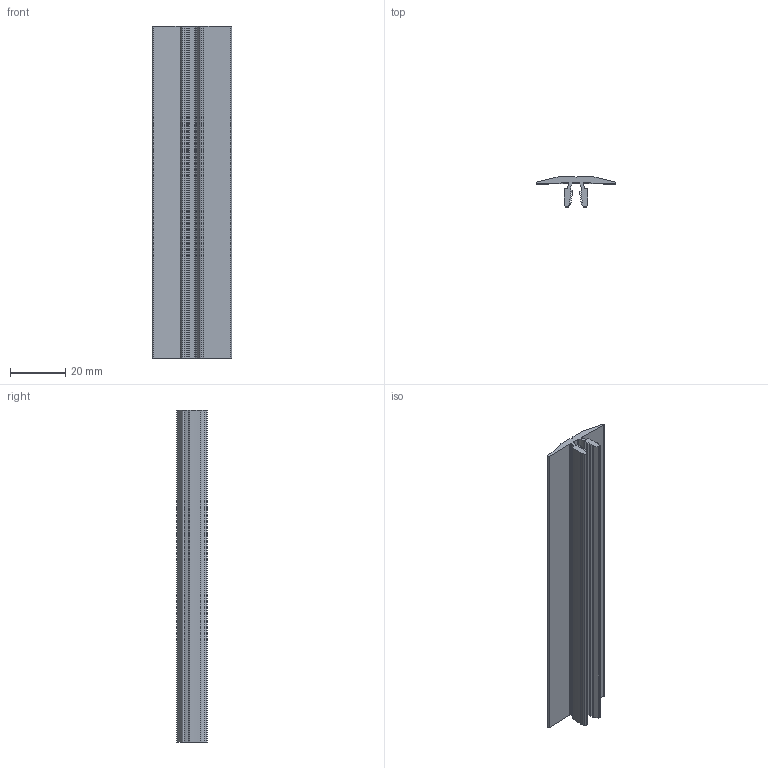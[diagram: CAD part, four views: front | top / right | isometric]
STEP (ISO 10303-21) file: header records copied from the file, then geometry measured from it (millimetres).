
FILE_DESCRIPTION (( 'STEP AP214' ), '1' );
FILE_NAME ('C8S2X Ïðèæèìíîé ïðîôèëü äëÿ ëèñòà Ïàç 8.STEP', '2019-10-31T09:25:19', ( 'Windows User' ), ( '' ), 'SwSTEP 2.0', 'SolidWorks 2019', '' );
FILE_SCHEMA (( 'AUTOMOTIVE_DESIGN' ));
Length unit declared in the file: millimetre
Products named in the file (1): C8S2X Ïðèæèìíîé ïðîôèëü äëÿ ëèñòà Ïàç 8
Bounding box: 28.6 x 11.2 x 120 mm (x, y, z)
Volume: 10433 mm3; surface area: 12713.3 mm2
Topology: 1 solids, 1 shells, 78 faces, 228 edges, 152 vertices
Faces by surface type: plane 47, cylinder 31
Entity records: 2628 total; most frequent: CARTESIAN_POINT 459, ORIENTED_EDGE 456, DIRECTION 448, EDGE_CURVE 228, LINE 166, VECTOR 166, VERTEX_POINT 152, AXIS2_PLACEMENT_3D 141
